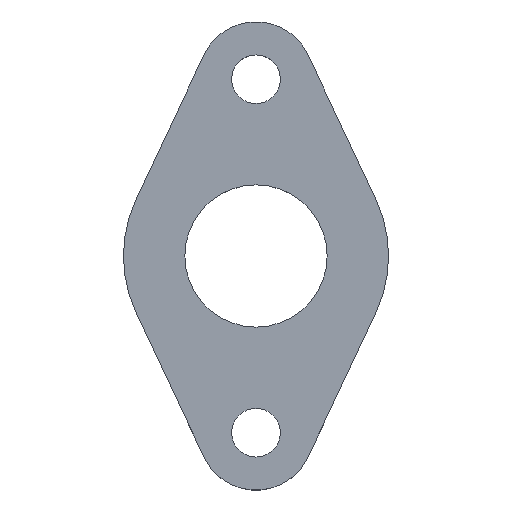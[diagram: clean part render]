
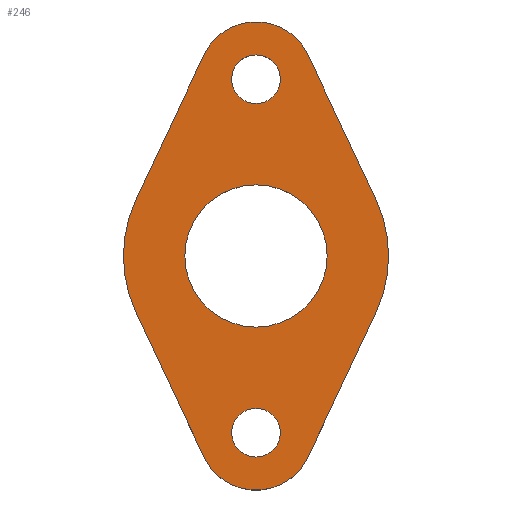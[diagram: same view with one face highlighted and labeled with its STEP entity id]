
A CAD part, top view. The second image highlights one B-rep face of the part: STEP entity #246.
In plain terms, the highlighted planar face has unit normal (0, 0, 1).
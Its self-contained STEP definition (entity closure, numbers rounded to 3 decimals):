
#21=CIRCLE('',#264,15.);
#23=CIRCLE('',#268,6.5);
#25=CIRCLE('',#272,15.);
#26=CIRCLE('',#275,2.75);
#28=CIRCLE('',#278,2.75);
#30=CIRCLE('',#281,8.05);
#33=CIRCLE('',#285,6.5);
#79=ORIENTED_EDGE('',*,*,#127,.F.);
#80=ORIENTED_EDGE('',*,*,#125,.F.);
#81=ORIENTED_EDGE('',*,*,#123,.F.);
#82=ORIENTED_EDGE('',*,*,#103,.T.);
#83=ORIENTED_EDGE('',*,*,#107,.T.);
#84=ORIENTED_EDGE('',*,*,#110,.T.);
#85=ORIENTED_EDGE('',*,*,#113,.T.);
#86=ORIENTED_EDGE('',*,*,#116,.T.);
#87=ORIENTED_EDGE('',*,*,#119,.T.);
#88=ORIENTED_EDGE('',*,*,#122,.T.);
#89=ORIENTED_EDGE('',*,*,#130,.T.);
#103=EDGE_CURVE('',#134,#133,#155,.T.);
#107=EDGE_CURVE('',#133,#136,#21,.T.);
#110=EDGE_CURVE('',#136,#138,#160,.T.);
#113=EDGE_CURVE('',#138,#140,#23,.T.);
#116=EDGE_CURVE('',#140,#142,#164,.T.);
#119=EDGE_CURVE('',#142,#144,#25,.T.);
#122=EDGE_CURVE('',#144,#146,#168,.T.);
#123=EDGE_CURVE('',#147,#147,#26,.T.);
#125=EDGE_CURVE('',#149,#149,#28,.T.);
#127=EDGE_CURVE('',#151,#151,#30,.T.);
#130=EDGE_CURVE('',#146,#134,#33,.T.);
#133=VERTEX_POINT('',#366);
#134=VERTEX_POINT('',#368);
#136=VERTEX_POINT('',#374);
#138=VERTEX_POINT('',#380);
#140=VERTEX_POINT('',#386);
#142=VERTEX_POINT('',#392);
#144=VERTEX_POINT('',#398);
#146=VERTEX_POINT('',#404);
#147=VERTEX_POINT('',#408);
#149=VERTEX_POINT('',#413);
#151=VERTEX_POINT('',#418);
#155=LINE('',#367,#171);
#160=LINE('',#381,#176);
#164=LINE('',#393,#180);
#168=LINE('',#405,#184);
#171=VECTOR('',#294,1000.);
#176=VECTOR('',#307,1000.);
#180=VECTOR('',#319,1000.);
#184=VECTOR('',#331,1000.);
#199=EDGE_LOOP('',(#79));
#200=EDGE_LOOP('',(#80));
#201=EDGE_LOOP('',(#81));
#202=EDGE_LOOP('',(#82,#83,#84,#85,#86,#87,#88,#89));
#221=FACE_BOUND('',#199,.T.);
#222=FACE_BOUND('',#200,.T.);
#223=FACE_BOUND('',#201,.T.);
#224=FACE_BOUND('',#202,.T.);
#233=PLANE('',#286);
#246=ADVANCED_FACE('',(#221,#222,#223,#224),#233,.T.);
#264=AXIS2_PLACEMENT_3D('',#375,#301,#302);
#268=AXIS2_PLACEMENT_3D('',#387,#313,#314);
#272=AXIS2_PLACEMENT_3D('',#399,#325,#326);
#275=AXIS2_PLACEMENT_3D('',#407,#334,#335);
#278=AXIS2_PLACEMENT_3D('',#412,#340,#341);
#281=AXIS2_PLACEMENT_3D('',#417,#346,#347);
#285=AXIS2_PLACEMENT_3D('',#423,#354,#355);
#286=AXIS2_PLACEMENT_3D('',#424,#356,#357);
#294=DIRECTION('',(-0.425,-0.905,0.));
#301=DIRECTION('',(0.,0.,1.));
#302=DIRECTION('',(1.,0.,0.));
#307=DIRECTION('',(0.425,-0.905,0.));
#313=DIRECTION('',(0.,0.,1.));
#314=DIRECTION('',(1.,0.,0.));
#319=DIRECTION('',(0.425,0.905,0.));
#325=DIRECTION('',(0.,0.,1.));
#326=DIRECTION('',(1.,0.,0.));
#331=DIRECTION('',(-0.425,0.905,0.));
#334=DIRECTION('',(0.,0.,1.));
#335=DIRECTION('',(1.,0.,0.));
#340=DIRECTION('',(0.,0.,1.));
#341=DIRECTION('',(1.,0.,0.));
#346=DIRECTION('',(0.,0.,1.));
#347=DIRECTION('',(1.,0.,0.));
#354=DIRECTION('',(0.,0.,1.));
#355=DIRECTION('',(1.,0.,0.));
#356=DIRECTION('',(0.,0.,1.));
#357=DIRECTION('',(1.,0.,0.));
#366=CARTESIAN_POINT('',(-13.578,6.375,4.));
#367=CARTESIAN_POINT('',(-5.884,22.763,4.));
#368=CARTESIAN_POINT('',(-5.884,22.763,4.));
#374=CARTESIAN_POINT('',(-13.578,-6.375,4.));
#375=CARTESIAN_POINT('',(0.,0.,4.));
#380=CARTESIAN_POINT('',(-5.884,-22.763,4.));
#381=CARTESIAN_POINT('',(-13.578,-6.375,4.));
#386=CARTESIAN_POINT('',(5.884,-22.763,4.));
#387=CARTESIAN_POINT('',(0.,-20.,4.));
#392=CARTESIAN_POINT('',(13.578,-6.375,4.));
#393=CARTESIAN_POINT('',(5.884,-22.763,4.));
#398=CARTESIAN_POINT('',(13.578,6.375,4.));
#399=CARTESIAN_POINT('',(0.,0.,4.));
#404=CARTESIAN_POINT('',(5.884,22.763,4.));
#405=CARTESIAN_POINT('',(13.578,6.375,4.));
#407=CARTESIAN_POINT('',(0.,-20.,4.));
#408=CARTESIAN_POINT('',(2.75,-20.,4.));
#412=CARTESIAN_POINT('',(0.,20.,4.));
#413=CARTESIAN_POINT('',(2.75,20.,4.));
#417=CARTESIAN_POINT('',(0.,0.,4.));
#418=CARTESIAN_POINT('',(8.05,0.,4.));
#423=CARTESIAN_POINT('',(0.,20.,4.));
#424=CARTESIAN_POINT('',(0.,0.,4.));
